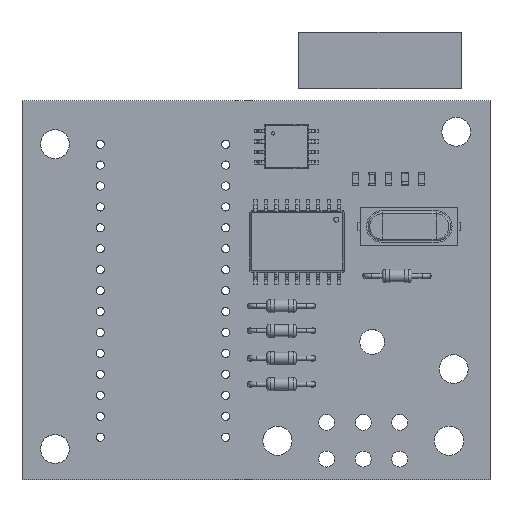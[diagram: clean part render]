
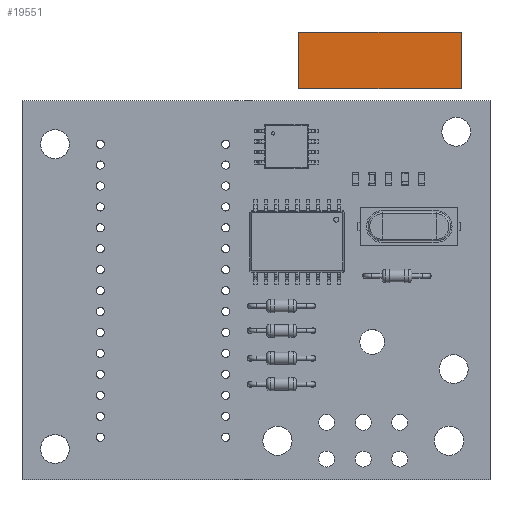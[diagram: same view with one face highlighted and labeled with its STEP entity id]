
A CAD part, top view. The second image highlights one B-rep face of the part: STEP entity #19551.
In plain terms, the highlighted planar face has unit normal (0, 0, 1).
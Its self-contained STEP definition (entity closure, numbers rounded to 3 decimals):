
#19422 = VERTEX_POINT('',#19423);
#19423 = CARTESIAN_POINT('',(24.9,20.275,1.51));
#19429 = EDGE_CURVE('',#19422,#19430,#19432,.T.);
#19430 = VERTEX_POINT('',#19431);
#19431 = CARTESIAN_POINT('',(5.2,20.275,1.51));
#19432 = LINE('',#19433,#19434);
#19433 = CARTESIAN_POINT('',(24.9,20.275,1.51));
#19434 = VECTOR('',#19435,1.);
#19435 = DIRECTION('',(-1.,0.,0.));
#19460 = EDGE_CURVE('',#19430,#19461,#19463,.T.);
#19461 = VERTEX_POINT('',#19462);
#19462 = CARTESIAN_POINT('',(5.2,27.175,1.51));
#19463 = LINE('',#19464,#19465);
#19464 = CARTESIAN_POINT('',(5.2,20.275,1.51));
#19465 = VECTOR('',#19466,1.);
#19466 = DIRECTION('',(0.,1.,0.));
#19491 = EDGE_CURVE('',#19461,#19492,#19494,.T.);
#19492 = VERTEX_POINT('',#19493);
#19493 = CARTESIAN_POINT('',(24.9,27.175,1.51));
#19494 = LINE('',#19495,#19496);
#19495 = CARTESIAN_POINT('',(5.2,27.175,1.51));
#19496 = VECTOR('',#19497,1.);
#19497 = DIRECTION('',(1.,0.,0.));
#19522 = EDGE_CURVE('',#19492,#19422,#19523,.T.);
#19523 = LINE('',#19524,#19525);
#19524 = CARTESIAN_POINT('',(24.9,27.175,1.51));
#19525 = VECTOR('',#19526,1.);
#19526 = DIRECTION('',(0.,-1.,0.));
#19551 = ADVANCED_FACE('',(#19552),#19558,.T.);
#19552 = FACE_BOUND('',#19553,.F.);
#19553 = EDGE_LOOP('',(#19554,#19555,#19556,#19557));
#19554 = ORIENTED_EDGE('',*,*,#19429,.T.);
#19555 = ORIENTED_EDGE('',*,*,#19460,.T.);
#19556 = ORIENTED_EDGE('',*,*,#19491,.T.);
#19557 = ORIENTED_EDGE('',*,*,#19522,.T.);
#19558 = PLANE('',#19559);
#19559 = AXIS2_PLACEMENT_3D('',#19560,#19561,#19562);
#19560 = CARTESIAN_POINT('',(0.,0.,1.51));
#19561 = DIRECTION('',(0.,0.,1.));
#19562 = DIRECTION('',(1.,0.,-0.));
